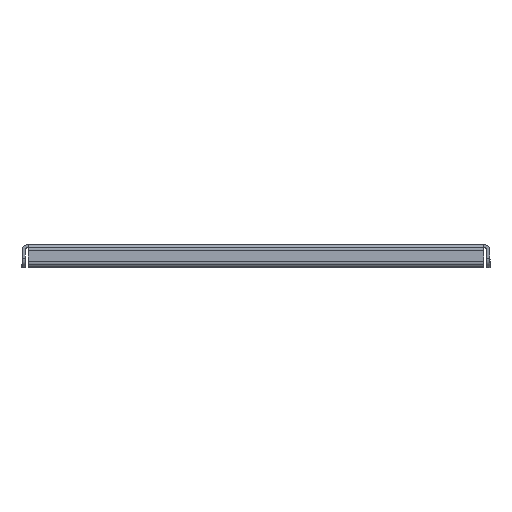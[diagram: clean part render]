
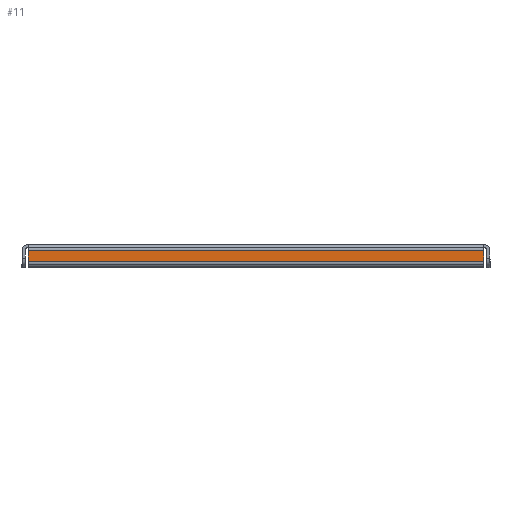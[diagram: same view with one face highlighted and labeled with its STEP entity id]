
A CAD part, front view. The second image highlights one B-rep face of the part: STEP entity #11.
In plain terms, the highlighted planar face has unit normal (0, -1, 0).
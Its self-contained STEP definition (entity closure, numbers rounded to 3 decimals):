
#11 = ADVANCED_FACE ( 'NONE', ( #2211 ), #1338, .F. ) ;
#197 = DIRECTION ( 'NONE',  ( 0., 1., 0. ) ) ;
#198 = DIRECTION ( 'NONE',  ( 1., 0., 0. ) ) ;
#237 = EDGE_CURVE ( 'NONE', #791, #1519, #737, .T. ) ;
#471 = CARTESIAN_POINT ( 'NONE',  ( 145.5, -450., -4. ) ) ;
#482 = EDGE_CURVE ( 'NONE', #801, #1519, #1303, .T. ) ;
#495 = VECTOR ( 'NONE', #2382, 1000. ) ;
#704 = VERTEX_POINT ( 'NONE', #2960 ) ;
#737 = LINE ( 'NONE', #2625, #495 ) ;
#791 = VERTEX_POINT ( 'NONE', #471 ) ;
#801 = VERTEX_POINT ( 'NONE', #2871 ) ;
#832 = DIRECTION ( 'NONE',  ( 1., 0., 0. ) ) ;
#939 = CARTESIAN_POINT ( 'NONE',  ( -145.5, -450., -15. ) ) ;
#1098 = DIRECTION ( 'NONE',  ( 0., 0., 1. ) ) ;
#1303 = LINE ( 'NONE', #2954, #2950 ) ;
#1338 = PLANE ( 'NONE',  #1609 ) ;
#1417 = VECTOR ( 'NONE', #2083, 1000. ) ;
#1426 = ORIENTED_EDGE ( 'NONE', *, *, #1851, .F. ) ;
#1490 = ORIENTED_EDGE ( 'NONE', *, *, #2232, .F. ) ;
#1519 = VERTEX_POINT ( 'NONE', #2190 ) ;
#1609 = AXIS2_PLACEMENT_3D ( 'NONE', #2250, #197, #1098 ) ;
#1851 = EDGE_CURVE ( 'NONE', #801, #704, #2096, .T. ) ;
#2057 = ORIENTED_EDGE ( 'NONE', *, *, #237, .F. ) ;
#2083 = DIRECTION ( 'NONE',  ( 0., 0., 1. ) ) ;
#2096 = LINE ( 'NONE', #939, #1417 ) ;
#2112 = EDGE_LOOP ( 'NONE', ( #2775, #2057, #1490, #1426 ) ) ;
#2190 = CARTESIAN_POINT ( 'NONE',  ( 145.5, -450., -11. ) ) ;
#2211 = FACE_OUTER_BOUND ( 'NONE', #2112, .T. ) ;
#2232 = EDGE_CURVE ( 'NONE', #704, #791, #2966, .T. ) ;
#2250 = CARTESIAN_POINT ( 'NONE',  ( 0., -450., 0. ) ) ;
#2251 = CARTESIAN_POINT ( 'NONE',  ( 145.5, -450., -4. ) ) ;
#2382 = DIRECTION ( 'NONE',  ( 0., 0., -1. ) ) ;
#2616 = VECTOR ( 'NONE', #198, 1000. ) ;
#2625 = CARTESIAN_POINT ( 'NONE',  ( 145.5, -450., -2. ) ) ;
#2775 = ORIENTED_EDGE ( 'NONE', *, *, #482, .T. ) ;
#2871 = CARTESIAN_POINT ( 'NONE',  ( -145.5, -450., -11. ) ) ;
#2950 = VECTOR ( 'NONE', #832, 1000. ) ;
#2954 = CARTESIAN_POINT ( 'NONE',  ( -145.5, -450., -11. ) ) ;
#2960 = CARTESIAN_POINT ( 'NONE',  ( -145.5, -450., -4. ) ) ;
#2966 = LINE ( 'NONE', #2251, #2616 ) ;
